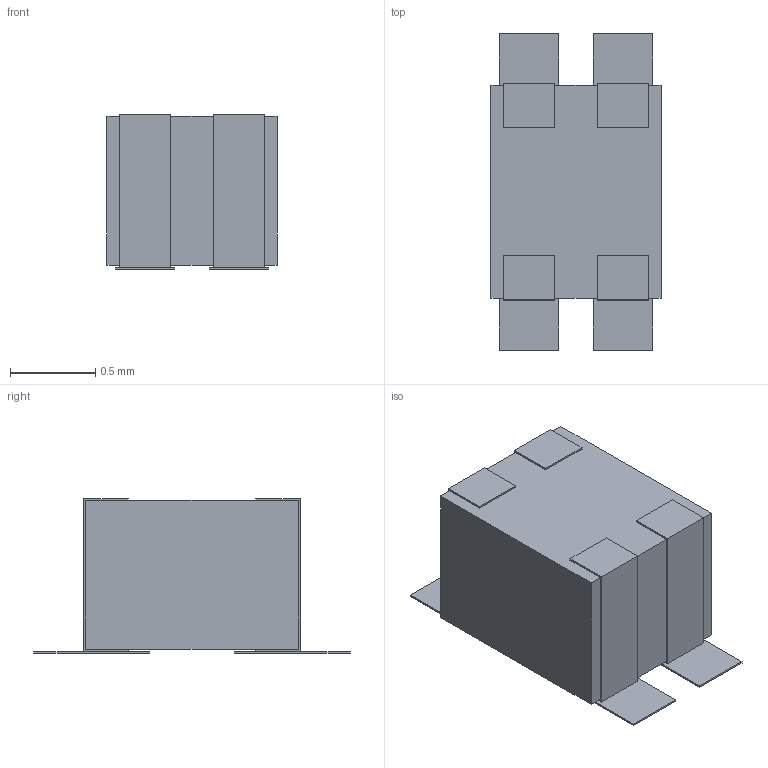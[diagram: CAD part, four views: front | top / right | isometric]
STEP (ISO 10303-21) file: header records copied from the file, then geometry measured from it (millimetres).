
FILE_DESCRIPTION (( 'STEP AP203' ), '1' );
FILE_NAME ('102-0037-000_1.step_Default_sldprt.STEP', '2020-11-13T20:11:27', ( '' ), ( '' ), 'SwSTEP 2.0', 'SolidWorks 2019', '' );
FILE_SCHEMA (( 'CONFIG_CONTROL_DESIGN' ));
Length unit declared in the file: inch
Products named in the file (1): 102-0037-000_1.step_Default_sldprt
Bounding box: 1 x 1.86 x 0.91 mm (x, y, z)
Volume: 1.1 mm3; surface area: 8 mm2
Topology: 1 solids, 1 shells, 58 faces, 156 edges, 104 vertices
Faces by surface type: plane 58
Entity records: 1859 total; most frequent: CARTESIAN_POINT 319, ORIENTED_EDGE 312, DIRECTION 274, LINE 156, EDGE_CURVE 156, VECTOR 156, VERTEX_POINT 104, EDGE_LOOP 62
